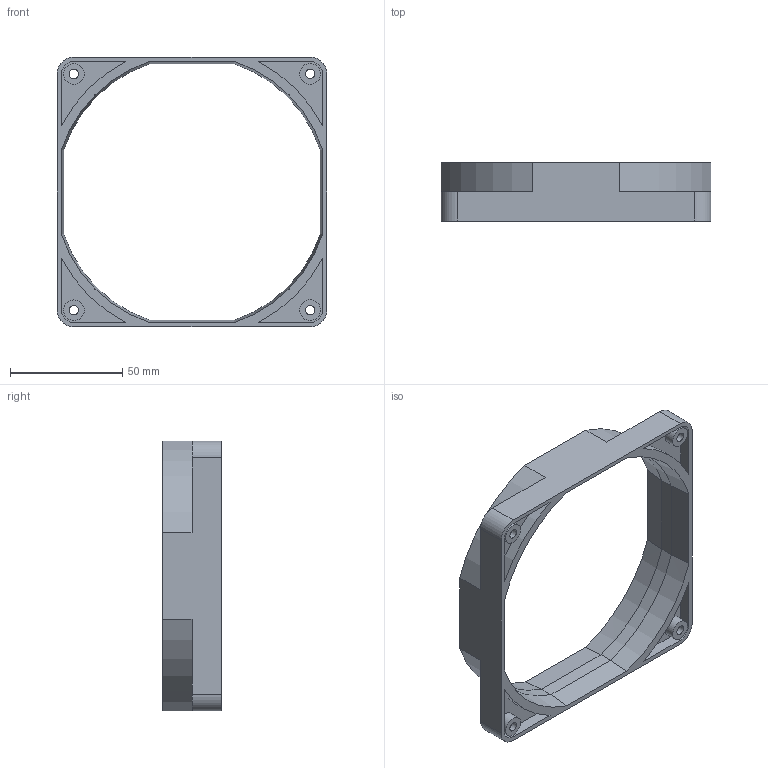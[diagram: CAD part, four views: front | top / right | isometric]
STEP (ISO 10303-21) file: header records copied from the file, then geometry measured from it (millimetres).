
FILE_DESCRIPTION(/* description */ (''),/* implementation_level */ '2;1');
FILE_NAME(/* name */ 'Fan Mod.stp',/* time_stamp */ '2024-11-06T03:42:43+01:00',/* author */ ('WS'),/* organization */ (''),/* preprocessor_version */ 'ST-DEVELOPER v18.1',/* originating_system */ 'Autodesk Inventor 2021',/* authorisation */ '');
FILE_SCHEMA (('AUTOMOTIVE_DESIGN { 1 0 10303 214 3 1 1 }'));
Length unit declared in the file: millimetre
Products named in the file (1): Fan Mod
Bounding box: 120 x 26 x 120 mm (x, y, z)
Volume: 43961.4 mm3; surface area: 32531.9 mm2
Topology: 1 solids, 1 shells, 102 faces, 236 edges, 152 vertices
Faces by surface type: plane 54, cylinder 40, cone 8
Full cylindrical faces by diameter (mm): 4.2 x4, 9.2 x8
Entity records: 2945 total; most frequent: CARTESIAN_POINT 523, DIRECTION 514, ORIENTED_EDGE 472, EDGE_CURVE 236, AXIS2_PLACEMENT_3D 191, VERTEX_POINT 152, LINE 132, VECTOR 132
